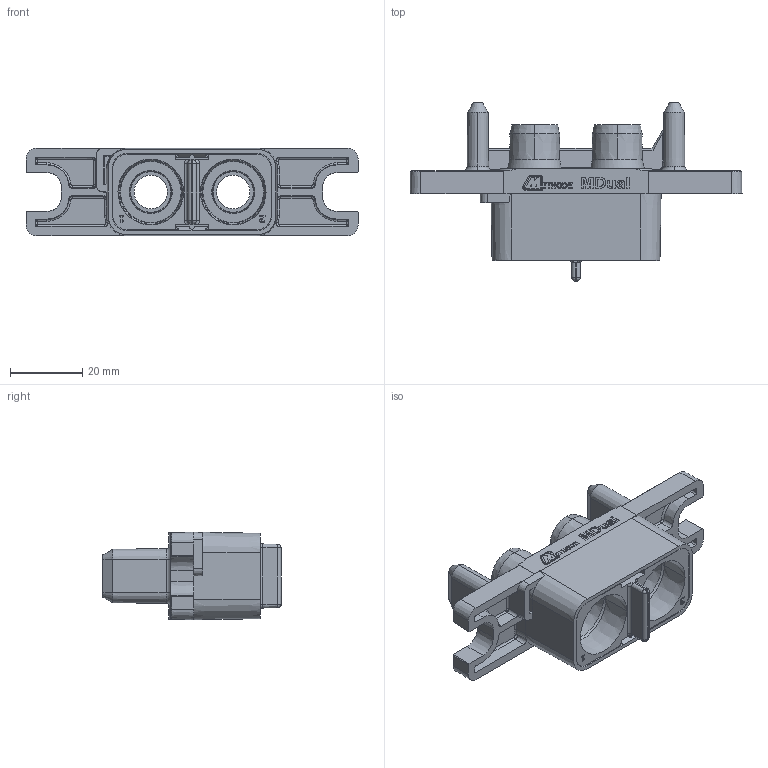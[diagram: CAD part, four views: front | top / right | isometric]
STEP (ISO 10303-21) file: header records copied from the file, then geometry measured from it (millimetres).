
FILE_DESCRIPTION (( 'STEP AP203' ), '1' );
FILE_NAME ('6315-07664-01100-RM_COPY.STEP', '2019-07-25T16:42:04', ( '' ), ( '' ), 'SwSTEP 2.0', 'SolidWorks 2018', '' );
FILE_SCHEMA (( 'CONFIG_CONTROL_DESIGN' ));
Length unit declared in the file: millimetre
Products named in the file (3): 6315-07664-01100-RM_COPY; 6211-07665-02500-RM_COPY_Insulator; 6211-07666-02500-RM_COPY_Insulator Insert
Assembly tree (2 placements, depth 2):
  6315-07664-01100-RM_COPY
    6211-07665-02500-RM_COPY_Insulator
    6211-07666-02500-RM_COPY_Insulator Insert
Bounding box: 92 x 49.39 x 24.31 mm (x, y, z)
Volume: 21799.7 mm3; surface area: 22595.5 mm2
Topology: 2 solids, 2 shells, 1056 faces, 2799 edges, 1789 vertices
Faces by surface type: plane 551, bspline 237, cone 125, cylinder 99, torus 36, sphere 8
Entity records: 46071 total; most frequent: CARTESIAN_POINT 21355, ORIENTED_EDGE 5556, DIRECTION 4223, EDGE_CURVE 2778, VECTOR 1807, LINE 1807, VERTEX_POINT 1789, AXIS2_PLACEMENT_3D 1208
